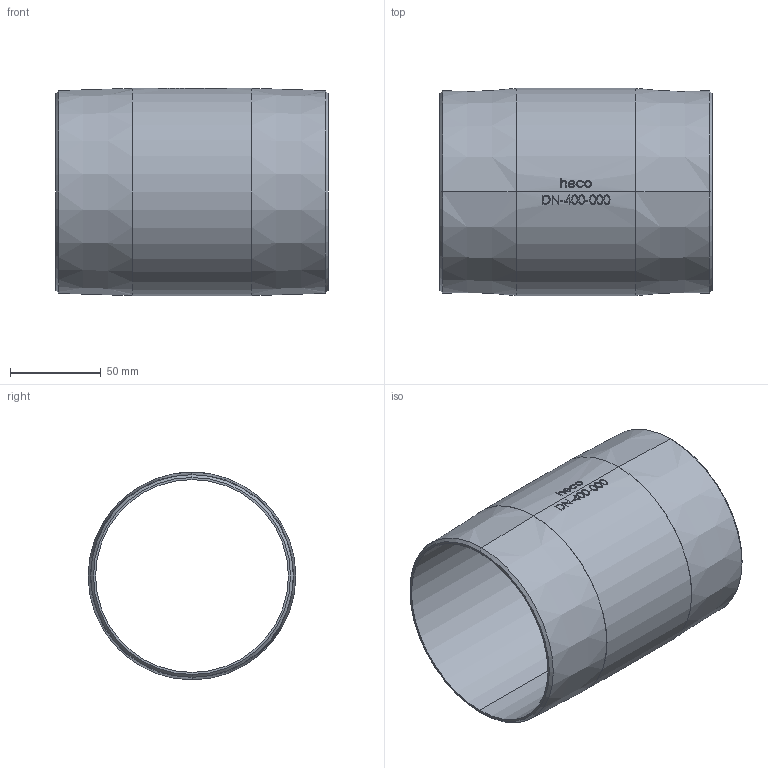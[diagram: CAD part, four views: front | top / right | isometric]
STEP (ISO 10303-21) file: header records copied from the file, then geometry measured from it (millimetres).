
FILE_DESCRIPTION (( 'STEP AP214' ), '1' );
FILE_NAME ('DN-400-000-x Doppelnippel heco.STEP', '2018-05-22T06:34:39', ( '' ), ( '' ), 'SwSTEP 2.0', 'SolidWorks 2016', '' );
FILE_SCHEMA (( 'AUTOMOTIVE_DESIGN' ));
Length unit declared in the file: millimetre
Products named in the file (1): DN-400-000-x Doppelnippel heco
Bounding box: 150 x 114.3 x 114.3 mm (x, y, z)
Volume: 186481.7 mm3; surface area: 104799.6 mm2
Topology: 1 solids, 1 shells, 176 faces, 443 edges, 294 vertices
Faces by surface type: bspline 94, plane 47, cylinder 27, cone 8
Entity records: 26849 total; most frequent: CARTESIAN_POINT 21715, ORIENTED_EDGE 886, EDGE_CURVE 443, DIRECTION 377, VERTEX_POINT 294, B_SPLINE_CURVE_WITH_KNOTS 292, EDGE_LOOP 203, ADVANCED_FACE 176
